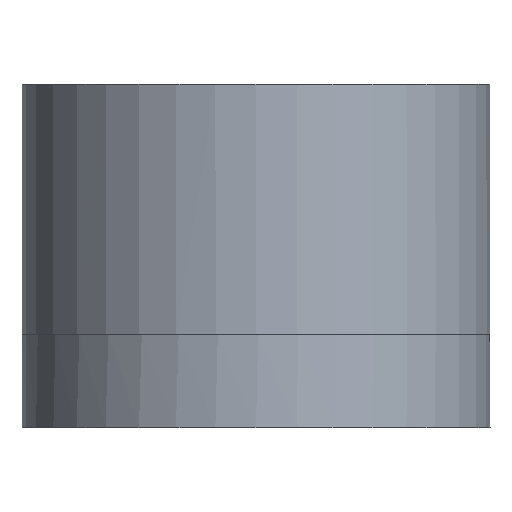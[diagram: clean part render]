
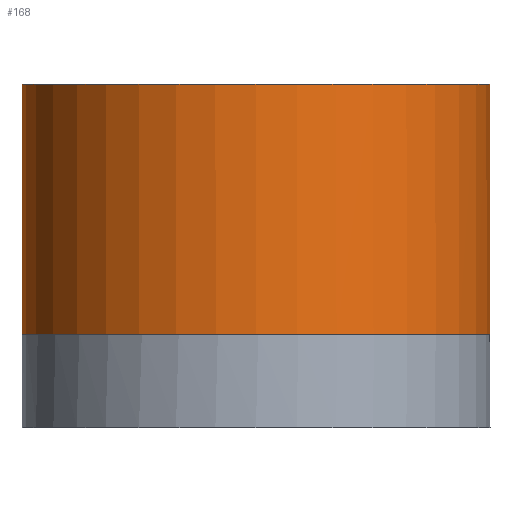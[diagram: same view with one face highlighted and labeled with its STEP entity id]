
A CAD part, left-side view. The second image highlights one B-rep face of the part: STEP entity #168.
In plain terms, the highlighted cylindrical face has radius 7.5 mm (diameter 15 mm), a full revolution.
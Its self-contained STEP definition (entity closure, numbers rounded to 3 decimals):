
#93=CARTESIAN_POINT('',(-32.491,-30.642,-5.));
#94=DIRECTION('',(0.,-0.,1.));
#95=DIRECTION('',(0.,1.,-0.));
#96=AXIS2_PLACEMENT_3D('',#93,#94,#95);
#97=CYLINDRICAL_SURFACE('',#96,7.5);
#98=CARTESIAN_POINT('',(-32.491,-23.142,3.));
#99=VERTEX_POINT('',#98);
#100=CARTESIAN_POINT('',(-32.491,-23.142,-5.));
#101=VERTEX_POINT('',#100);
#102=CARTESIAN_POINT('',(-32.491,-23.142,3.));
#103=DIRECTION('',(-0.,0.,-1.));
#104=VECTOR('',#103,8.);
#105=LINE('',#102,#104);
#106=EDGE_CURVE('',#99,#101,#105,.T.);
#107=ORIENTED_EDGE('',*,*,#106,.T.);
#108=CARTESIAN_POINT('',(-32.462,-38.142,-5.));
#109=VERTEX_POINT('',#108);
#110=CARTESIAN_POINT('',(-32.491,-30.642,-5.));
#111=DIRECTION('',(-0.,0.,-1.));
#112=DIRECTION('',(-0.,-1.,0.));
#113=AXIS2_PLACEMENT_3D('',#110,#111,#112);
#114=CIRCLE('',#113,7.5);
#115=EDGE_CURVE('',#109,#101,#114,.T.);
#116=ORIENTED_EDGE('',*,*,#115,.F.);
#117=CARTESIAN_POINT('',(-32.462,-38.142,0.));
#118=VERTEX_POINT('',#117);
#119=CARTESIAN_POINT('',(-32.462,-38.142,-5.));
#120=DIRECTION('',(0.,-0.,1.));
#121=VECTOR('',#120,5.);
#122=LINE('',#119,#121);
#123=EDGE_CURVE('',#109,#118,#122,.T.);
#124=ORIENTED_EDGE('',*,*,#123,.T.);
#125=CARTESIAN_POINT('',(-32.324,-23.144,0.));
#126=VERTEX_POINT('',#125);
#127=CARTESIAN_POINT('',(-32.491,-30.642,0.));
#128=DIRECTION('',(-0.,0.,-1.));
#129=DIRECTION('',(-0.,-1.,0.));
#130=AXIS2_PLACEMENT_3D('',#127,#128,#129);
#131=CIRCLE('',#130,7.5);
#132=EDGE_CURVE('',#126,#118,#131,.T.);
#133=ORIENTED_EDGE('',*,*,#132,.F.);
#134=CARTESIAN_POINT('',(-32.324,-23.144,-5.));
#135=VERTEX_POINT('',#134);
#136=CARTESIAN_POINT('',(-32.324,-23.144,-5.));
#137=DIRECTION('',(0.,-0.,1.));
#138=VECTOR('',#137,5.);
#139=LINE('',#136,#138);
#140=EDGE_CURVE('',#135,#126,#139,.T.);
#141=ORIENTED_EDGE('',*,*,#140,.F.);
#142=CARTESIAN_POINT('',(-32.491,-30.642,-5.));
#143=DIRECTION('',(-0.,0.,-1.));
#144=DIRECTION('',(-0.,-1.,0.));
#145=AXIS2_PLACEMENT_3D('',#142,#143,#144);
#146=CIRCLE('',#145,7.5);
#147=EDGE_CURVE('',#101,#135,#146,.T.);
#148=ORIENTED_EDGE('',*,*,#147,.F.);
#149=ORIENTED_EDGE('',*,*,#106,.F.);
#150=CARTESIAN_POINT('',(-32.491,-38.142,3.));
#151=VERTEX_POINT('',#150);
#152=CARTESIAN_POINT('',(-32.491,-30.642,3.));
#153=DIRECTION('',(-0.,0.,-1.));
#154=DIRECTION('',(-0.,-1.,0.));
#155=AXIS2_PLACEMENT_3D('',#152,#153,#154);
#156=CIRCLE('',#155,7.5);
#157=EDGE_CURVE('',#99,#151,#156,.T.);
#158=ORIENTED_EDGE('',*,*,#157,.T.);
#159=CARTESIAN_POINT('',(-32.491,-30.642,3.));
#160=DIRECTION('',(-0.,0.,-1.));
#161=DIRECTION('',(-0.,-1.,0.));
#162=AXIS2_PLACEMENT_3D('',#159,#160,#161);
#163=CIRCLE('',#162,7.5);
#164=EDGE_CURVE('',#151,#99,#163,.T.);
#165=ORIENTED_EDGE('',*,*,#164,.T.);
#166=EDGE_LOOP('',(#107,#116,#124,#133,#141,#148,#149,#158,#165));
#167=FACE_BOUND('',#166,.T.);
#168=ADVANCED_FACE('',(#167),#97,.T.);
